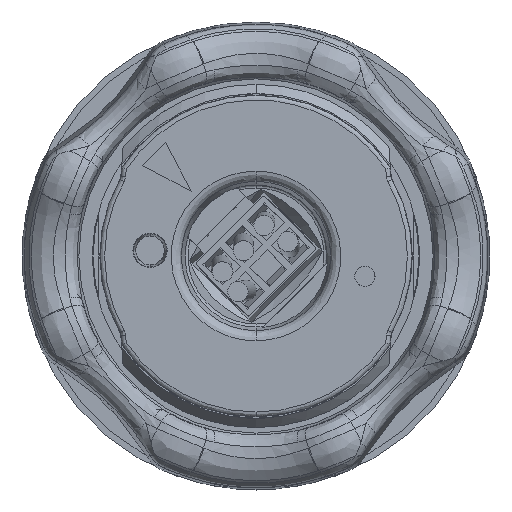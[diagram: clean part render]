
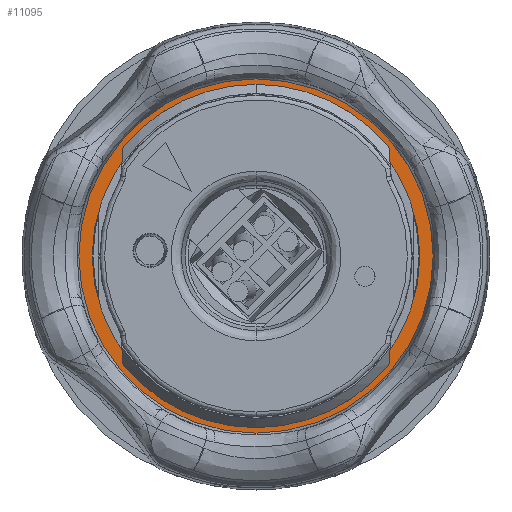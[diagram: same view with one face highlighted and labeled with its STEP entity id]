
A CAD part, front view. The second image highlights one B-rep face of the part: STEP entity #11095.
In plain terms, the highlighted planar face has unit normal (0, -1, 0).
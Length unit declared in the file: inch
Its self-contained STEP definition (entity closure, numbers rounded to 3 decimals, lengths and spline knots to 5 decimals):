
#9 = EDGE_CURVE ( 'NONE', #22866, #13998, #1810, .T. ) ;
#254 = ORIENTED_EDGE ( 'NONE', *, *, #9, .T. ) ;
#372 = DIRECTION ( 'NONE',  ( 0., 1., 0. ) ) ;
#511 = AXIS2_PLACEMENT_3D ( 'NONE', #15793, #13869, #23077 ) ;
#1078 = ORIENTED_EDGE ( 'NONE', *, *, #6301, .T. ) ;
#1575 = CIRCLE ( 'NONE', #14929, 0.41339 ) ;
#1810 = CIRCLE ( 'NONE', #8316, 0.41339 ) ;
#1909 = CARTESIAN_POINT ( 'NONE',  ( 0., 0.1437, 0. ) ) ;
#2785 = VERTEX_POINT ( 'NONE', #7109 ) ;
#4294 = DIRECTION ( 'NONE',  ( 0., -1., 0. ) ) ;
#4371 = EDGE_CURVE ( 'NONE', #13998, #22866, #1575, .T. ) ;
#4435 = EDGE_CURVE ( 'NONE', #2785, #5936, #19034, .T. ) ;
#5792 = PLANE ( 'NONE',  #511 ) ;
#5803 = DIRECTION ( 'NONE',  ( 0., -1., 0. ) ) ;
#5808 = DIRECTION ( 'NONE',  ( 0., 0., 1. ) ) ;
#5936 = VERTEX_POINT ( 'NONE', #12746 ) ;
#6071 = AXIS2_PLACEMENT_3D ( 'NONE', #6578, #4294, #10362 ) ;
#6301 = EDGE_CURVE ( 'NONE', #5936, #2785, #7741, .T. ) ;
#6578 = CARTESIAN_POINT ( 'NONE',  ( 0., 0.1437, 0. ) ) ;
#7109 = CARTESIAN_POINT ( 'NONE',  ( 0., 0.1437, 0.44713 ) ) ;
#7741 = CIRCLE ( 'NONE', #25228, 0.44713 ) ;
#8073 = FACE_OUTER_BOUND ( 'NONE', #25136, .T. ) ;
#8316 = AXIS2_PLACEMENT_3D ( 'NONE', #21165, #9739, #5808 ) ;
#8586 = EDGE_LOOP ( 'NONE', ( #16432, #254 ) ) ;
#9739 = DIRECTION ( 'NONE',  ( 0., 1., 0. ) ) ;
#10362 = DIRECTION ( 'NONE',  ( 0., 0., -1. ) ) ;
#11095 = ADVANCED_FACE ( 'NONE', ( #11483, #8073 ), #5792, .F. ) ;
#11483 = FACE_BOUND ( 'NONE', #8586, .T. ) ;
#12472 = CARTESIAN_POINT ( 'NONE',  ( 0., 0.1437, -0.41339 ) ) ;
#12746 = CARTESIAN_POINT ( 'NONE',  ( 0., 0.1437, -0.44713 ) ) ;
#13869 = DIRECTION ( 'NONE',  ( 0., 1., 0. ) ) ;
#13880 = DIRECTION ( 'NONE',  ( 0., 0., -1. ) ) ;
#13998 = VERTEX_POINT ( 'NONE', #22594 ) ;
#14929 = AXIS2_PLACEMENT_3D ( 'NONE', #1909, #372, #15862 ) ;
#15793 = CARTESIAN_POINT ( 'NONE',  ( 0., 0.1437, 0. ) ) ;
#15862 = DIRECTION ( 'NONE',  ( 0., 0., 1. ) ) ;
#16432 = ORIENTED_EDGE ( 'NONE', *, *, #4371, .T. ) ;
#16983 = ORIENTED_EDGE ( 'NONE', *, *, #4435, .T. ) ;
#19034 = CIRCLE ( 'NONE', #6071, 0.44713 ) ;
#21165 = CARTESIAN_POINT ( 'NONE',  ( 0., 0.1437, 0. ) ) ;
#21550 = CARTESIAN_POINT ( 'NONE',  ( 0., 0.1437, 0. ) ) ;
#22594 = CARTESIAN_POINT ( 'NONE',  ( 0., 0.1437, 0.41339 ) ) ;
#22866 = VERTEX_POINT ( 'NONE', #12472 ) ;
#23077 = DIRECTION ( 'NONE',  ( 0., 0., 1. ) ) ;
#25136 = EDGE_LOOP ( 'NONE', ( #16983, #1078 ) ) ;
#25228 = AXIS2_PLACEMENT_3D ( 'NONE', #21550, #5803, #13880 ) ;
